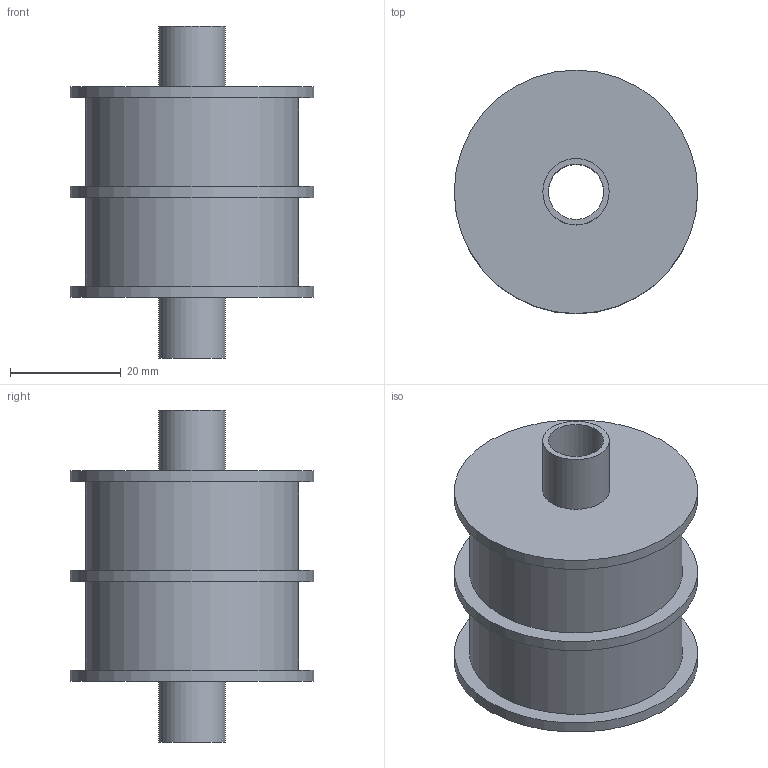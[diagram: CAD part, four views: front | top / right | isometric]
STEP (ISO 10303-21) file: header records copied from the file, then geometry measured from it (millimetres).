
FILE_DESCRIPTION(/* description */ (''),/* implementation_level */ '2;1');
FILE_NAME(/* name */ 'shuanglianTBL.stp',/* time_stamp */ '2022-07-27T16:50:45+08:00',/* author */ (''),/* organization */ (''),/* preprocessor_version */ 'ST-DEVELOPER v14',/* originating_system */ 'SIEMENS PLM Software NX 8.0',/* authorisation */ '');
FILE_SCHEMA (('AUTOMOTIVE_DESIGN { 1 0 10303 214 3 1 1 1 }'));
Length unit declared in the file: millimetre
Products named in the file (1): ASUS69D84C71nv24
Bounding box: 44 x 44 x 60 mm (x, y, z)
Volume: 44151.9 mm3; surface area: 14588.8 mm2
Topology: 2 solids, 2 shells, 16 faces, 24 edges, 16 vertices
Faces by surface type: plane 8, cylinder 8
Full cylindrical faces by diameter (mm): 10 x1, 12 x2, 38.5 x2, 44 x3
Entity records: 370 total; most frequent: DIRECTION 66, CARTESIAN_POINT 49, AXIS2_PLACEMENT_3D 33, FACE_BOUND 32, EDGE_LOOP 32, ORIENTED_EDGE 32, ADVANCED_FACE 16, VERTEX_POINT 16
